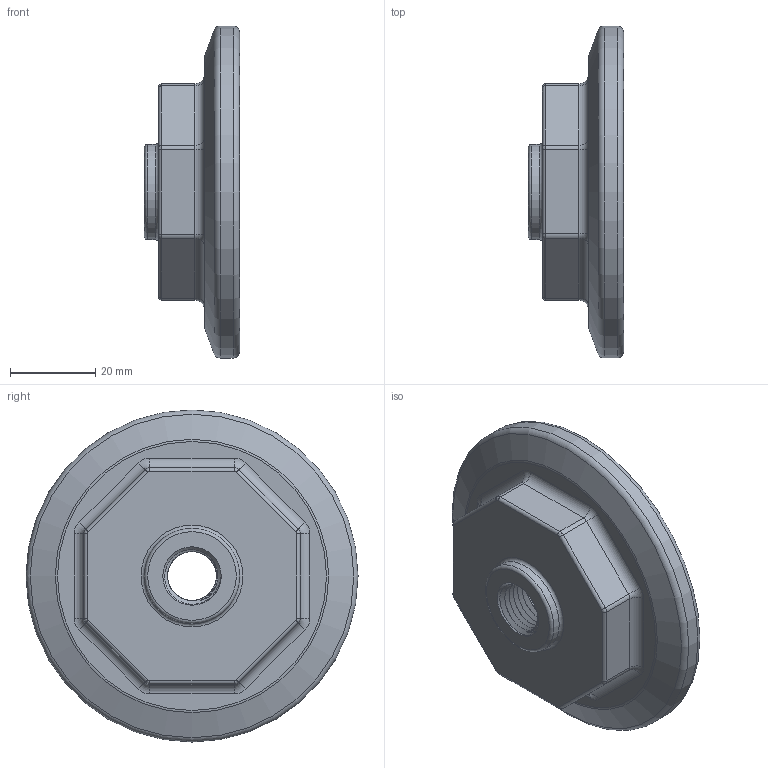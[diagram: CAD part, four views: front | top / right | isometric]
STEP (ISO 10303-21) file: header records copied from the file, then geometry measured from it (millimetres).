
FILE_DESCRIPTION(/* description */ ('1/4" FPT x 2" MANIFOLD FITTING'),/* implementation_level */ '2;1');
FILE_NAME(/* name */ 'M200PLG025.stp',/* time_stamp */ '2014-01-13T07:55:40-05:00',/* author */ ('areid'),/* organization */ (''),/* preprocessor_version */ 'ST-DEVELOPER v15.2',/* originating_system */ 'Autodesk Inventor 2014',/* authorisation */ '');
FILE_SCHEMA (('AUTOMOTIVE_DESIGN { 1 0 10303 214 3 1 1 }'));
Length unit declared in the file: inch
Products named in the file (1): M200PLG025
Bounding box: 22.35 x 77.98 x 77.98 mm (x, y, z)
Volume: 38770.4 mm3; surface area: 14677.9 mm2
Topology: 1 solids, 1 shells, 117 faces, 256 edges, 141 vertices
Faces by surface type: cylinder 52, plane 23, torus 22, bspline 10, sphere 8, cone 2
Full cylindrical faces by diameter (mm): 22.352 x1, 55.626 x1, 77.978 x1
Entity records: 4238 total; most frequent: CARTESIAN_POINT 1683, DIRECTION 586, ORIENTED_EDGE 484, AXIS2_PLACEMENT_3D 245, EDGE_CURVE 242, VERTEX_POINT 141, CIRCLE 137, EDGE_LOOP 133
